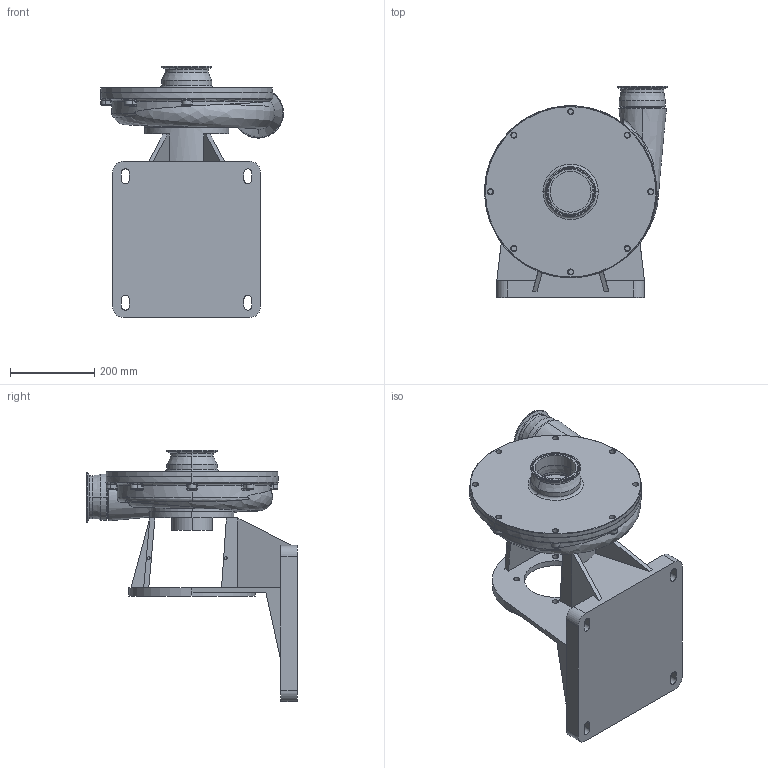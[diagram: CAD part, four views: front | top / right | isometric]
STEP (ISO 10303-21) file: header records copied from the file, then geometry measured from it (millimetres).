
FILE_DESCRIPTION (( 'STEP AP214' ), '1' );
FILE_NAME ('FP 1151-1161 250TC VERT.STEP', '2023-03-03T16:38:36', ( '' ), ( '' ), 'SwSTEP 2.0', 'SolidWorks 2021', '' );
FILE_SCHEMA (( 'AUTOMOTIVE_DESIGN' ));
Length unit declared in the file: millimetre
Products named in the file (1): FP 1151-1161 250TC VERT
Bounding box: 433.45 x 500 x 595 mm (x, y, z)
Volume: 19423990.8 mm3; surface area: 1388627.3 mm2
Topology: 1 solids, 1 shells, 468 faces, 1106 edges, 671 vertices
Faces by surface type: cylinder 165, plane 116, torus 72, bspline 69, cone 43, sphere 3
Entity records: 22514 total; most frequent: CARTESIAN_POINT 11896, DIRECTION 2289, ORIENTED_EDGE 2180, EDGE_CURVE 1090, AXIS2_PLACEMENT_3D 969, VERTEX_POINT 668, CIRCLE 569, EDGE_LOOP 534
